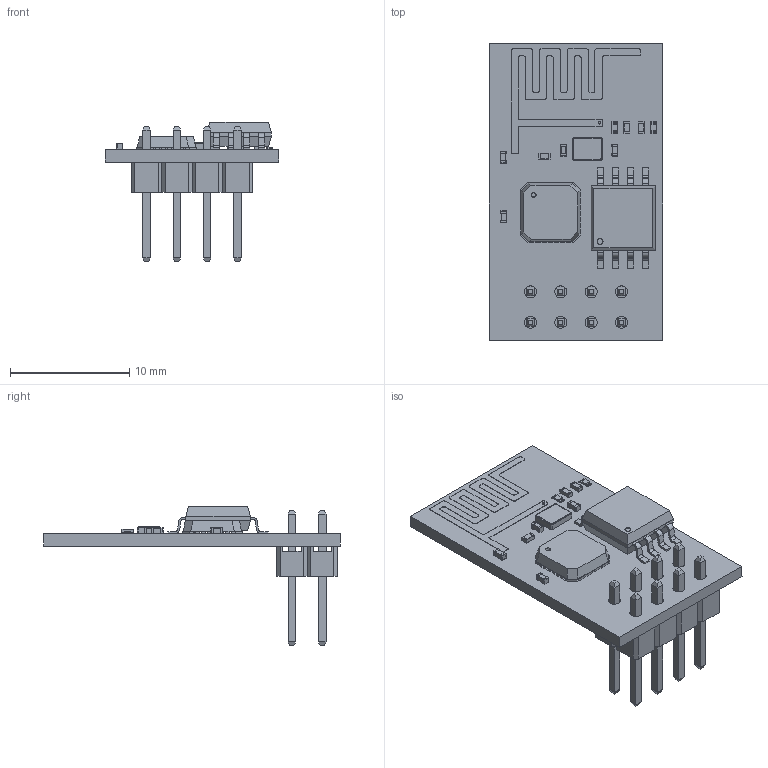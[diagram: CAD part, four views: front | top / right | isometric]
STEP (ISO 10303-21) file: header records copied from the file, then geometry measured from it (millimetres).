
FILE_DESCRIPTION(('FreeCAD Model'),'2;1');
FILE_NAME('Fusion.step','2017-05-09T14:08:24',( 'kicad StepUp'),('ksu MCAD'),'Open CASCADE STEP processor 6.8', 'FreeCAD','Unknown');
FILE_SCHEMA(('AUTOMOTIVE_DESIGN_CC2 { 1 2 10303 214 -1 1 5 4 }'));
Length unit declared in the file: millimetre
Products named in the file (2): ASSEMBLY; Fusion
Assembly tree (1 placements, depth 2):
  ASSEMBLY
    Fusion
Bounding box: 14.5 x 24.8 x 11.68 mm (x, y, z)
Surface area: 1360.6 mm2 (no closed solid volume)
Topology: 0 solids, 247 shells, 738 faces, 2283 edges, 1612 vertices
Faces by surface type: plane 578, cylinder 155, bspline 3, cone 2
Entity records: 29887 total; most frequent: CARTESIAN_POINT 4763, DIRECTION 4078, ORIENTED_EDGE 3615, EDGE_CURVE 2282, LINE 1904, VECTOR 1904, VERTEX_POINT 1612, AXIS2_PLACEMENT_3D 1087
